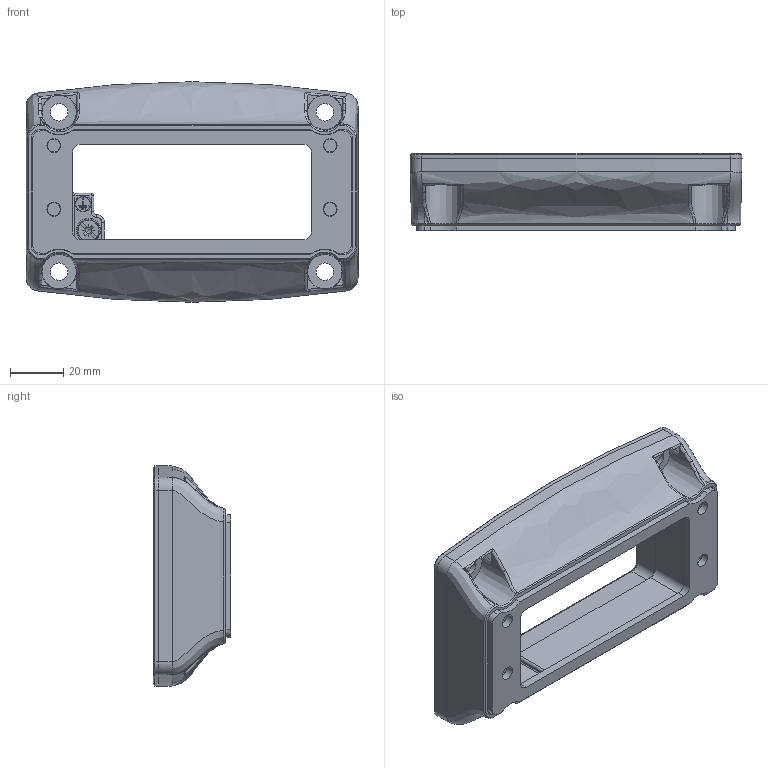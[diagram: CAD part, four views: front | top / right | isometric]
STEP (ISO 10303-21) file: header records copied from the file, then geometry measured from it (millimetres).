
FILE_DESCRIPTION((''),'2;1');
FILE_NAME('1017300001_ASM','2015-07-15T',('Falk.Schoember'),(''),'PRO/ENGINEER BY PARAMETRIC TECHNOLOGY CORPORATION, 2012360','PRO/ENGINEER BY PARAMETRIC TECHNOLOGY CORPORATION, 2012360','');
FILE_SCHEMA(('AUTOMOTIVE_DESIGN { 1 0 10303 214 1 1 1 1 }'));
Length unit declared in the file: millimetre
Products named in the file (5): 9324226000_AF0; 9620445000_ASM; 9231800000; 9261441000; 1017300001_ASM
Assembly tree (4 placements, depth 3):
  1017300001_ASM
    9620445000_ASM
      9324226000_AF0
    9231800000
    9261441000
Bounding box: 125 x 29 x 83 mm (x, y, z)
Volume: 127762.6 mm3; surface area: 69746.3 mm2
Topology: 3 solids, 14 shells, 596 faces, 1677 edges, 1103 vertices
Faces by surface type: plane 190, cylinder 174, bspline 140, cone 72, sphere 18, torus 2
Entity records: 36761 total; most frequent: CARTESIAN_POINT 13216, ORIENTED_EDGE 3019, DIRECTION 2602, PRESENTATION_STYLE_ASSIGNMENT 1718, STYLED_ITEM 1718, EDGE_CURVE 1675, CURVE_STYLE 1219, VERTEX_POINT 1103
